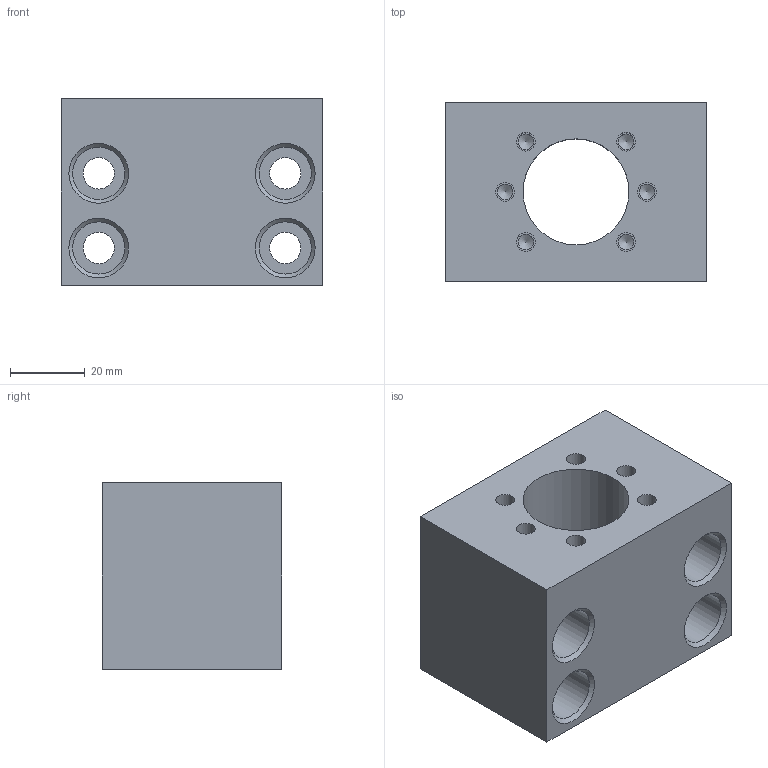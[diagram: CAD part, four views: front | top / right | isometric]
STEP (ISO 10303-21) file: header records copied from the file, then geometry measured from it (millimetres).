
FILE_DESCRIPTION (( 'STEP AP214' ), '1' );
FILE_NAME ('RNB16-Rollco.step', '2023-04-27T09:36:18', ( '' ), ( '' ), 'SwSTEP 2.0', 'SolidWorks 2010', '' );
FILE_SCHEMA (( 'AUTOMOTIVE_DESIGN' ));
Length unit declared in the file: millimetre
Products named in the file (1): RNB16-Rollco
Bounding box: 70 x 48 x 50 mm (x, y, z)
Volume: 118326.3 mm3; surface area: 28588.4 mm2
Topology: 1 solids, 1 shells, 55 faces, 115 edges, 76 vertices
Faces by surface type: cylinder 25, plane 20, cone 10
Full cylindrical faces by diameter (mm): 4.2 x6, 5 x6, 8.4 x4, 10 x4, 14 x4, 28.4 x1
Entity records: 1240 total; most frequent: DIRECTION 232, CARTESIAN_POINT 184, ORIENTED_EDGE 132, EDGE_LOOP 114, AXIS2_PLACEMENT_3D 110, FACE_OUTER_BOUND 80, EDGE_CURVE 66, VERTEX_POINT 62
